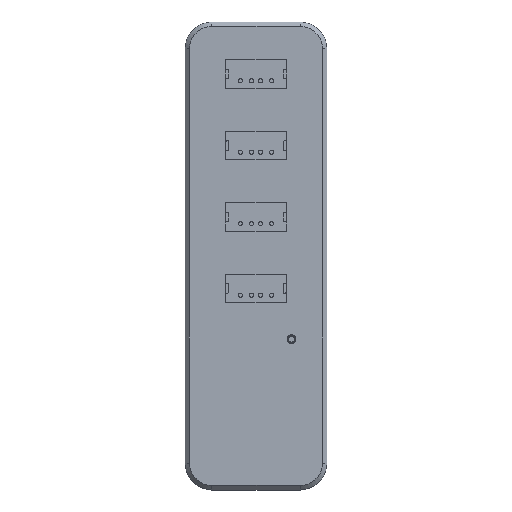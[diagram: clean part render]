
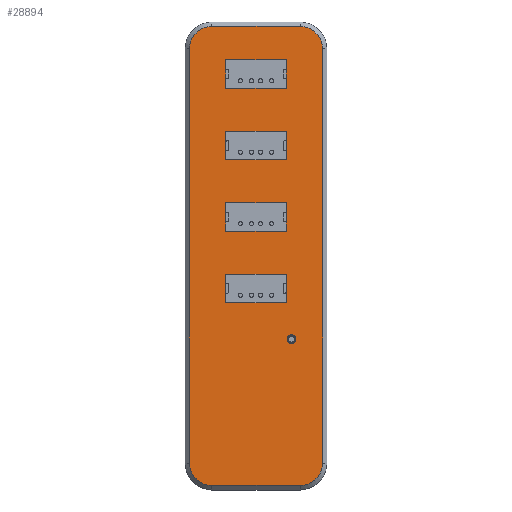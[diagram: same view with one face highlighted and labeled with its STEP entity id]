
A CAD part, top view. The second image highlights one B-rep face of the part: STEP entity #28894.
In plain terms, the highlighted planar face has unit normal (0, 0, 1).
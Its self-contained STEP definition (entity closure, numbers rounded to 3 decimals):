
#193=FACE_BOUND('',#4405,.T.);
#194=FACE_BOUND('',#4406,.T.);
#195=FACE_BOUND('',#4407,.T.);
#196=FACE_BOUND('',#4408,.T.);
#197=FACE_BOUND('',#4409,.T.);
#1404=CIRCLE('',#31111,5.);
#1406=CIRCLE('',#31114,5.);
#1408=CIRCLE('',#31119,5.);
#1410=CIRCLE('',#31122,5.);
#1416=CIRCLE('',#31134,1.);
#2838=FACE_OUTER_BOUND('',#4404,.T.);
#4404=EDGE_LOOP('',(#25350,#25351,#25352,#25353,#25354,#25355,#25356,#25357));
#4405=EDGE_LOOP('',(#25358,#25359,#25360,#25361));
#4406=EDGE_LOOP('',(#25362,#25363,#25364,#25365));
#4407=EDGE_LOOP('',(#25366,#25367,#25368,#25369));
#4408=EDGE_LOOP('',(#25370,#25371,#25372,#25373));
#4409=EDGE_LOOP('',(#25374));
#7643=LINE('',#46604,#10966);
#7646=LINE('',#46610,#10969);
#7649=LINE('',#46616,#10972);
#7652=LINE('',#46620,#10975);
#7655=LINE('',#46628,#10978);
#7658=LINE('',#46634,#10981);
#7661=LINE('',#46640,#10984);
#7664=LINE('',#46644,#10987);
#7667=LINE('',#46652,#10990);
#7670=LINE('',#46658,#10993);
#7673=LINE('',#46664,#10996);
#7676=LINE('',#46668,#10999);
#7679=LINE('',#46676,#11002);
#7682=LINE('',#46682,#11005);
#7685=LINE('',#46688,#11008);
#7688=LINE('',#46692,#11011);
#7690=LINE('',#46698,#11013);
#7695=LINE('',#46716,#11018);
#7699=LINE('',#46724,#11022);
#7703=LINE('',#46739,#11026);
#10966=VECTOR('',#38494,10.);
#10969=VECTOR('',#38499,10.);
#10972=VECTOR('',#38504,10.);
#10975=VECTOR('',#38509,10.);
#10978=VECTOR('',#38514,10.);
#10981=VECTOR('',#38519,10.);
#10984=VECTOR('',#38524,10.);
#10987=VECTOR('',#38529,10.);
#10990=VECTOR('',#38534,10.);
#10993=VECTOR('',#38539,10.);
#10996=VECTOR('',#38544,10.);
#10999=VECTOR('',#38549,10.);
#11002=VECTOR('',#38554,10.);
#11005=VECTOR('',#38559,10.);
#11008=VECTOR('',#38564,10.);
#11011=VECTOR('',#38569,10.);
#11013=VECTOR('',#38573,10.);
#11018=VECTOR('',#38592,10.);
#11022=VECTOR('',#38598,10.);
#11026=VECTOR('',#38616,10.);
#13557=VERTEX_POINT('',#46601);
#13558=VERTEX_POINT('',#46603);
#13560=VERTEX_POINT('',#46609);
#13562=VERTEX_POINT('',#46615);
#13565=VERTEX_POINT('',#46625);
#13566=VERTEX_POINT('',#46627);
#13568=VERTEX_POINT('',#46633);
#13570=VERTEX_POINT('',#46639);
#13573=VERTEX_POINT('',#46649);
#13574=VERTEX_POINT('',#46651);
#13576=VERTEX_POINT('',#46657);
#13578=VERTEX_POINT('',#46663);
#13581=VERTEX_POINT('',#46673);
#13582=VERTEX_POINT('',#46675);
#13584=VERTEX_POINT('',#46681);
#13586=VERTEX_POINT('',#46687);
#13588=VERTEX_POINT('',#46695);
#13589=VERTEX_POINT('',#46697);
#13591=VERTEX_POINT('',#46703);
#13594=VERTEX_POINT('',#46710);
#13595=VERTEX_POINT('',#46715);
#13598=VERTEX_POINT('',#46722);
#13599=VERTEX_POINT('',#46727);
#13602=VERTEX_POINT('',#46734);
#13614=VERTEX_POINT('',#46772);
#17467=EDGE_CURVE('',#13558,#13557,#7643,.T.);
#17470=EDGE_CURVE('',#13560,#13558,#7646,.T.);
#17473=EDGE_CURVE('',#13562,#13560,#7649,.T.);
#17476=EDGE_CURVE('',#13557,#13562,#7652,.T.);
#17479=EDGE_CURVE('',#13566,#13565,#7655,.T.);
#17482=EDGE_CURVE('',#13568,#13566,#7658,.T.);
#17485=EDGE_CURVE('',#13570,#13568,#7661,.T.);
#17488=EDGE_CURVE('',#13565,#13570,#7664,.T.);
#17491=EDGE_CURVE('',#13574,#13573,#7667,.T.);
#17494=EDGE_CURVE('',#13576,#13574,#7670,.T.);
#17497=EDGE_CURVE('',#13578,#13576,#7673,.T.);
#17500=EDGE_CURVE('',#13573,#13578,#7676,.T.);
#17503=EDGE_CURVE('',#13582,#13581,#7679,.T.);
#17506=EDGE_CURVE('',#13584,#13582,#7682,.T.);
#17509=EDGE_CURVE('',#13586,#13584,#7685,.T.);
#17512=EDGE_CURVE('',#13581,#13586,#7688,.T.);
#17514=EDGE_CURVE('',#13588,#13589,#7690,.T.);
#17517=EDGE_CURVE('',#13589,#13591,#1404,.T.);
#17521=EDGE_CURVE('',#13594,#13588,#1406,.T.);
#17523=EDGE_CURVE('',#13591,#13595,#7695,.T.);
#17527=EDGE_CURVE('',#13598,#13594,#7699,.T.);
#17529=EDGE_CURVE('',#13595,#13599,#1408,.T.);
#17533=EDGE_CURVE('',#13602,#13598,#1410,.T.);
#17535=EDGE_CURVE('',#13599,#13602,#7703,.T.);
#17552=EDGE_CURVE('',#13614,#13614,#1416,.T.);
#25350=ORIENTED_EDGE('',*,*,#17514,.F.);
#25351=ORIENTED_EDGE('',*,*,#17521,.F.);
#25352=ORIENTED_EDGE('',*,*,#17527,.F.);
#25353=ORIENTED_EDGE('',*,*,#17533,.F.);
#25354=ORIENTED_EDGE('',*,*,#17535,.F.);
#25355=ORIENTED_EDGE('',*,*,#17529,.F.);
#25356=ORIENTED_EDGE('',*,*,#17523,.F.);
#25357=ORIENTED_EDGE('',*,*,#17517,.F.);
#25358=ORIENTED_EDGE('',*,*,#17467,.T.);
#25359=ORIENTED_EDGE('',*,*,#17476,.T.);
#25360=ORIENTED_EDGE('',*,*,#17473,.T.);
#25361=ORIENTED_EDGE('',*,*,#17470,.T.);
#25362=ORIENTED_EDGE('',*,*,#17479,.T.);
#25363=ORIENTED_EDGE('',*,*,#17488,.T.);
#25364=ORIENTED_EDGE('',*,*,#17485,.T.);
#25365=ORIENTED_EDGE('',*,*,#17482,.T.);
#25366=ORIENTED_EDGE('',*,*,#17491,.T.);
#25367=ORIENTED_EDGE('',*,*,#17500,.T.);
#25368=ORIENTED_EDGE('',*,*,#17497,.T.);
#25369=ORIENTED_EDGE('',*,*,#17494,.T.);
#25370=ORIENTED_EDGE('',*,*,#17503,.T.);
#25371=ORIENTED_EDGE('',*,*,#17512,.T.);
#25372=ORIENTED_EDGE('',*,*,#17509,.T.);
#25373=ORIENTED_EDGE('',*,*,#17506,.T.);
#25374=ORIENTED_EDGE('',*,*,#17552,.T.);
#26660=PLANE('',#31133);
#28894=ADVANCED_FACE('',(#2838,#193,#194,#195,#196,#197),#26660,.T.);
#31111=AXIS2_PLACEMENT_3D('',#46704,#38578,#38579);
#31114=AXIS2_PLACEMENT_3D('',#46712,#38586,#38587);
#31119=AXIS2_PLACEMENT_3D('',#46728,#38602,#38603);
#31122=AXIS2_PLACEMENT_3D('',#46736,#38610,#38611);
#31133=AXIS2_PLACEMENT_3D('',#46771,#38645,#38646);
#31134=AXIS2_PLACEMENT_3D('',#46773,#38647,#38648);
#38494=DIRECTION('',(1.,0.,0.));
#38499=DIRECTION('',(0.,1.,0.));
#38504=DIRECTION('',(-1.,0.,0.));
#38509=DIRECTION('',(0.,-1.,0.));
#38514=DIRECTION('',(1.,0.,0.));
#38519=DIRECTION('',(0.,1.,0.));
#38524=DIRECTION('',(-1.,0.,0.));
#38529=DIRECTION('',(0.,-1.,0.));
#38534=DIRECTION('',(1.,0.,0.));
#38539=DIRECTION('',(0.,1.,0.));
#38544=DIRECTION('',(-1.,0.,0.));
#38549=DIRECTION('',(0.,-1.,0.));
#38554=DIRECTION('',(1.,0.,0.));
#38559=DIRECTION('',(0.,1.,0.));
#38564=DIRECTION('',(-1.,0.,0.));
#38569=DIRECTION('',(0.,-1.,0.));
#38573=DIRECTION('',(0.,1.,0.));
#38578=DIRECTION('center_axis',(0.,0.,-1.));
#38579=DIRECTION('ref_axis',(0.,1.,0.));
#38586=DIRECTION('center_axis',(0.,0.,-1.));
#38587=DIRECTION('ref_axis',(-1.,0.,0.));
#38592=DIRECTION('',(1.,0.,0.));
#38598=DIRECTION('',(-1.,0.,0.));
#38602=DIRECTION('center_axis',(0.,0.,-1.));
#38603=DIRECTION('ref_axis',(1.,0.,0.));
#38610=DIRECTION('center_axis',(0.,0.,-1.));
#38611=DIRECTION('ref_axis',(0.,-1.,0.));
#38616=DIRECTION('',(0.,-1.,0.));
#38645=DIRECTION('center_axis',(0.,0.,1.));
#38646=DIRECTION('ref_axis',(1.,0.,0.));
#38647=DIRECTION('center_axis',(0.,0.,-1.));
#38648=DIRECTION('ref_axis',(-1.,0.,0.));
#46601=CARTESIAN_POINT('',(6.75,43.95,12.));
#46603=CARTESIAN_POINT('',(-6.75,43.95,12.));
#46604=CARTESIAN_POINT('',(-3.375,43.95,12.));
#46609=CARTESIAN_POINT('',(-6.75,37.55,12.));
#46610=CARTESIAN_POINT('',(-6.75,18.775,12.));
#46615=CARTESIAN_POINT('',(6.75,37.55,12.));
#46616=CARTESIAN_POINT('',(3.375,37.55,12.));
#46620=CARTESIAN_POINT('',(6.75,21.975,12.));
#46625=CARTESIAN_POINT('',(6.75,27.95,12.));
#46627=CARTESIAN_POINT('',(-6.75,27.95,12.));
#46628=CARTESIAN_POINT('',(-3.375,27.95,12.));
#46633=CARTESIAN_POINT('',(-6.75,21.55,12.));
#46634=CARTESIAN_POINT('',(-6.75,10.775,12.));
#46639=CARTESIAN_POINT('',(6.75,21.55,12.));
#46640=CARTESIAN_POINT('',(3.375,21.55,12.));
#46644=CARTESIAN_POINT('',(6.75,13.975,12.));
#46649=CARTESIAN_POINT('',(6.75,11.95,12.));
#46651=CARTESIAN_POINT('',(-6.75,11.95,12.));
#46652=CARTESIAN_POINT('',(-3.375,11.95,12.));
#46657=CARTESIAN_POINT('',(-6.75,5.55,12.));
#46658=CARTESIAN_POINT('',(-6.75,2.775,12.));
#46663=CARTESIAN_POINT('',(6.75,5.55,12.));
#46664=CARTESIAN_POINT('',(3.375,5.55,12.));
#46668=CARTESIAN_POINT('',(6.75,5.975,12.));
#46673=CARTESIAN_POINT('',(6.75,-4.05,12.));
#46675=CARTESIAN_POINT('',(-6.75,-4.05,12.));
#46676=CARTESIAN_POINT('',(-3.375,-4.05,12.));
#46681=CARTESIAN_POINT('',(-6.75,-10.45,12.));
#46682=CARTESIAN_POINT('',(-6.75,-5.225,12.));
#46687=CARTESIAN_POINT('',(6.75,-10.45,12.));
#46688=CARTESIAN_POINT('',(3.375,-10.45,12.));
#46692=CARTESIAN_POINT('',(6.75,-2.025,12.));
#46695=CARTESIAN_POINT('',(-14.9,-46.4,12.));
#46697=CARTESIAN_POINT('',(-14.9,46.4,12.));
#46698=CARTESIAN_POINT('',(-14.9,23.2,12.));
#46703=CARTESIAN_POINT('',(-9.9,51.4,12.));
#46704=CARTESIAN_POINT('Origin',(-9.9,46.4,12.));
#46710=CARTESIAN_POINT('',(-9.9,-51.4,12.));
#46712=CARTESIAN_POINT('Origin',(-9.9,-46.4,12.));
#46715=CARTESIAN_POINT('',(9.9,51.4,12.));
#46716=CARTESIAN_POINT('',(4.95,51.4,12.));
#46722=CARTESIAN_POINT('',(9.9,-51.4,12.));
#46724=CARTESIAN_POINT('',(-4.95,-51.4,12.));
#46727=CARTESIAN_POINT('',(14.9,46.4,12.));
#46728=CARTESIAN_POINT('Origin',(9.9,46.4,12.));
#46734=CARTESIAN_POINT('',(14.9,-46.4,12.));
#46736=CARTESIAN_POINT('Origin',(9.9,-46.4,12.));
#46739=CARTESIAN_POINT('',(14.9,-23.2,12.));
#46771=CARTESIAN_POINT('Origin',(0.,0.,12.));
#46772=CARTESIAN_POINT('',(8.95,-18.65,12.));
#46773=CARTESIAN_POINT('Origin',(7.95,-18.65,12.));
